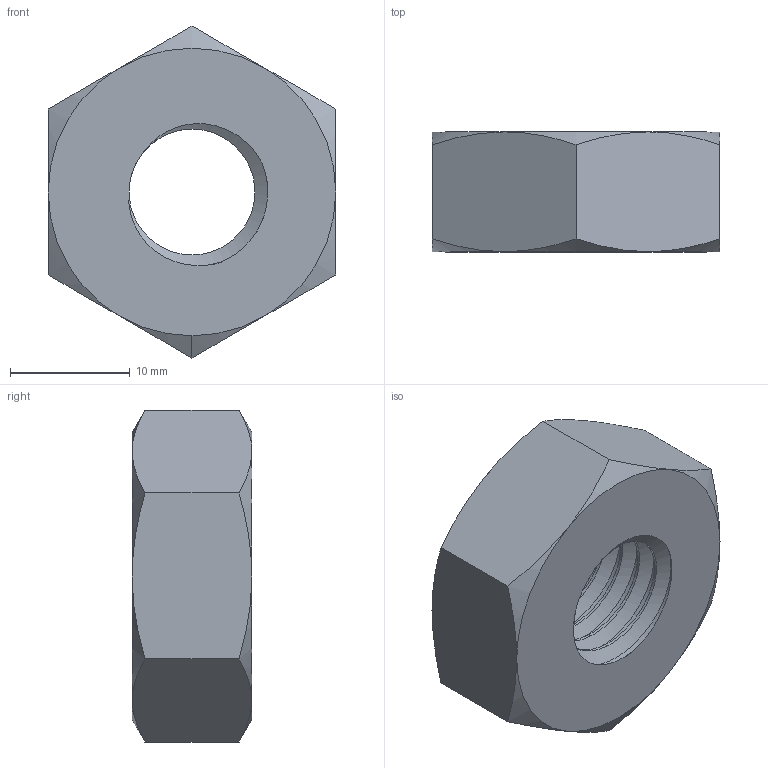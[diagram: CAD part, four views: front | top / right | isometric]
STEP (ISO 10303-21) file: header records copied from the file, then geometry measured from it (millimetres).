
FILE_DESCRIPTION (( 'STEP AP214' ), '1' );
FILE_NAME ('M12 NUT.STEP', '2025-02-16T17:22:11', ( '' ), ( '' ), 'SwSTEP 2.0', 'SolidWorks 2024', '' );
FILE_SCHEMA (( 'AUTOMOTIVE_DESIGN' ));
Length unit declared in the file: millimetre
Products named in the file (1): M12 NUT
Bounding box: 24 x 10 x 27.71 mm (x, y, z)
Volume: 3874.4 mm3; surface area: 2161.6 mm2
Topology: 1 solids, 1 shells, 36 faces, 88 edges, 54 vertices
Faces by surface type: cone 14, cylinder 11, plane 8, bspline 3
Entity records: 4042 total; most frequent: CARTESIAN_POINT 3302, ORIENTED_EDGE 176, DIRECTION 118, EDGE_CURVE 88, VERTEX_POINT 54, AXIS2_PLACEMENT_3D 50, EDGE_LOOP 38, FACE_OUTER_BOUND 36
